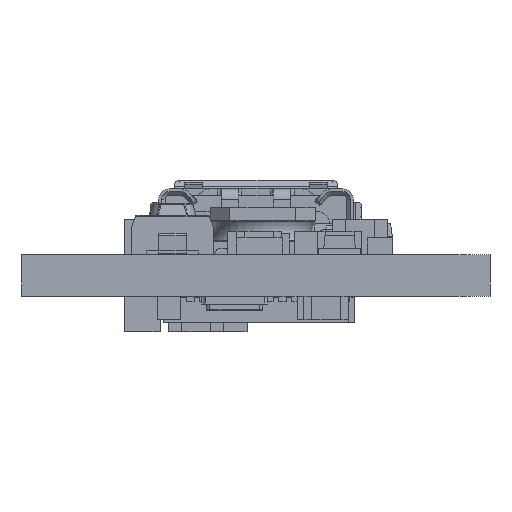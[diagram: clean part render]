
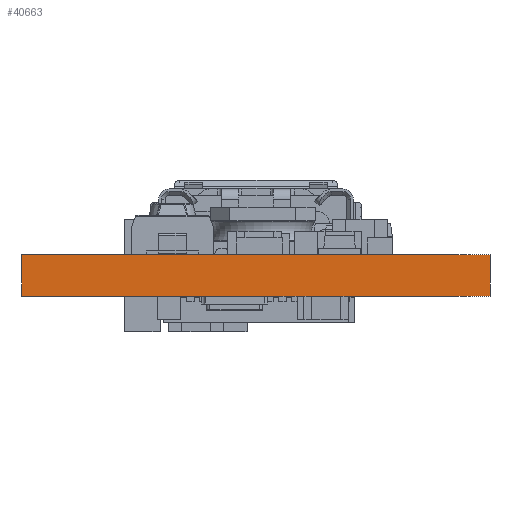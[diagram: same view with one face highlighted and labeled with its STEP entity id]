
A CAD part, front view. The second image highlights one B-rep face of the part: STEP entity #40663.
In plain terms, the highlighted planar face has unit normal (0, -1, 0).
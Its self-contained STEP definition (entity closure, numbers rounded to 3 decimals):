
#7981 = EDGE_CURVE ( 'NONE', #49991, #67015, #94530, .T. ) ;
#12840 = CARTESIAN_POINT ( 'NONE',  ( 0., 0., 1.57 ) ) ;
#14851 = DIRECTION ( 'NONE',  ( 0., 0., -1. ) ) ;
#15669 = DIRECTION ( 'NONE',  ( 0., 1., 0. ) ) ;
#15739 = CARTESIAN_POINT ( 'NONE',  ( 0., 0., 1.575 ) ) ;
#15773 = CARTESIAN_POINT ( 'NONE',  ( 17.78, 0., 1.57 ) ) ;
#18840 = EDGE_LOOP ( 'NONE', ( #45495, #31424, #56150, #96733 ) ) ;
#24282 = FACE_OUTER_BOUND ( 'NONE', #18840, .T. ) ;
#29546 = VERTEX_POINT ( 'NONE', #93444 ) ;
#31424 = ORIENTED_EDGE ( 'NONE', *, *, #68365, .F. ) ;
#40663 = ADVANCED_FACE ( 'NONE', ( #24282 ), #91175, .F. ) ;
#43853 = CARTESIAN_POINT ( 'NONE',  ( 0., 0., 1.575 ) ) ;
#45495 = ORIENTED_EDGE ( 'NONE', *, *, #94672, .T. ) ;
#46181 = DIRECTION ( 'NONE',  ( 0., 0., -1. ) ) ;
#49991 = VERTEX_POINT ( 'NONE', #43853 ) ;
#50197 = AXIS2_PLACEMENT_3D ( 'NONE', #83540, #15669, #92156 ) ;
#53664 = VECTOR ( 'NONE', #76318, 1000. ) ;
#55655 = CARTESIAN_POINT ( 'NONE',  ( 17.78, 0., 0. ) ) ;
#56150 = ORIENTED_EDGE ( 'NONE', *, *, #90880, .F. ) ;
#56743 = VECTOR ( 'NONE', #46181, 1000. ) ;
#60957 = CARTESIAN_POINT ( 'NONE',  ( 0., 0., 0. ) ) ;
#62494 = LINE ( 'NONE', #15739, #98231 ) ;
#65302 = VERTEX_POINT ( 'NONE', #55655 ) ;
#67015 = VERTEX_POINT ( 'NONE', #73038 ) ;
#68365 = EDGE_CURVE ( 'NONE', #29546, #65302, #72323, .T. ) ;
#72323 = LINE ( 'NONE', #15773, #56743 ) ;
#73038 = CARTESIAN_POINT ( 'NONE',  ( 0., 0., 0. ) ) ;
#74303 = VECTOR ( 'NONE', #14851, 1000. ) ;
#75210 = LINE ( 'NONE', #60957, #53664 ) ;
#76318 = DIRECTION ( 'NONE',  ( 1., 0., 0. ) ) ;
#83540 = CARTESIAN_POINT ( 'NONE',  ( 0., 0., 1.57 ) ) ;
#90880 = EDGE_CURVE ( 'NONE', #49991, #29546, #62494, .T. ) ;
#91175 = PLANE ( 'NONE',  #50197 ) ;
#92156 = DIRECTION ( 'NONE',  ( 0., 0., 1. ) ) ;
#92879 = DIRECTION ( 'NONE',  ( 1., 0., 0. ) ) ;
#93444 = CARTESIAN_POINT ( 'NONE',  ( 17.78, 0., 1.575 ) ) ;
#94530 = LINE ( 'NONE', #12840, #74303 ) ;
#94672 = EDGE_CURVE ( 'NONE', #67015, #65302, #75210, .T. ) ;
#96733 = ORIENTED_EDGE ( 'NONE', *, *, #7981, .T. ) ;
#98231 = VECTOR ( 'NONE', #92879, 1000. ) ;
